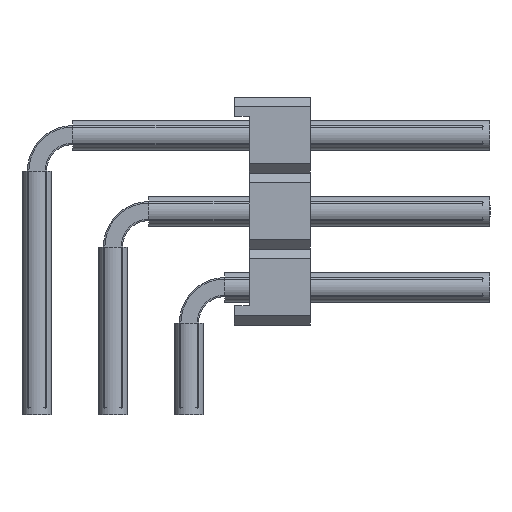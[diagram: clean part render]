
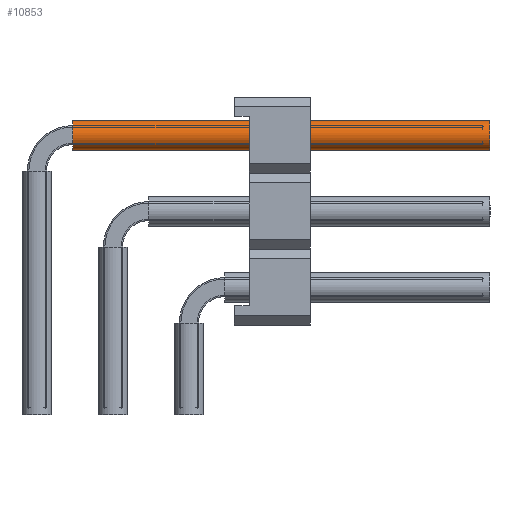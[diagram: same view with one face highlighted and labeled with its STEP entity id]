
A CAD part, left-side view. The second image highlights one B-rep face of the part: STEP entity #10853.
In plain terms, the highlighted cylindrical face has radius 0.5 mm (diameter 1 mm), a full revolution.
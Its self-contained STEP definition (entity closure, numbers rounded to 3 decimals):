
#5754=ORIENTED_EDGE('',*,*,#7384,.F.);
#5755=ORIENTED_EDGE('',*,*,#7385,.T.);
#7384=EDGE_CURVE('',#8444,#8444,#8872,.T.);
#7385=EDGE_CURVE('',#8445,#8445,#8873,.T.);
#8444=VERTEX_POINT('',#18118);
#8445=VERTEX_POINT('',#18120);
#8872=CIRCLE('',#11891,0.5);
#8873=CIRCLE('',#11892,0.5);
#9484=EDGE_LOOP('',(#5754));
#9485=EDGE_LOOP('',(#5755));
#10110=FACE_BOUND('',#9484,.T.);
#10111=FACE_BOUND('',#9485,.T.);
#10337=CYLINDRICAL_SURFACE('',#11890,0.5);
#10853=ADVANCED_FACE('',(#10110,#10111),#10337,.F.);
#11890=AXIS2_PLACEMENT_3D('',#18116,#14893,#14894);
#11891=AXIS2_PLACEMENT_3D('',#18117,#14895,#14896);
#11892=AXIS2_PLACEMENT_3D('',#18119,#14897,#14898);
#14893=DIRECTION('',(1.,0.,0.));
#14894=DIRECTION('',(0.,0.,-1.));
#14895=DIRECTION('',(-1.,0.,0.));
#14896=DIRECTION('',(0.,0.,1.));
#14897=DIRECTION('',(-1.,0.,0.));
#14898=DIRECTION('',(0.,0.,1.));
#18116=CARTESIAN_POINT('',(1.2,0.,9.35));
#18117=CARTESIAN_POINT('',(15.14,0.,9.35));
#18118=CARTESIAN_POINT('',(15.14,0.,9.85));
#18119=CARTESIAN_POINT('',(1.2,0.,9.35));
#18120=CARTESIAN_POINT('',(1.2,0.,9.85));
